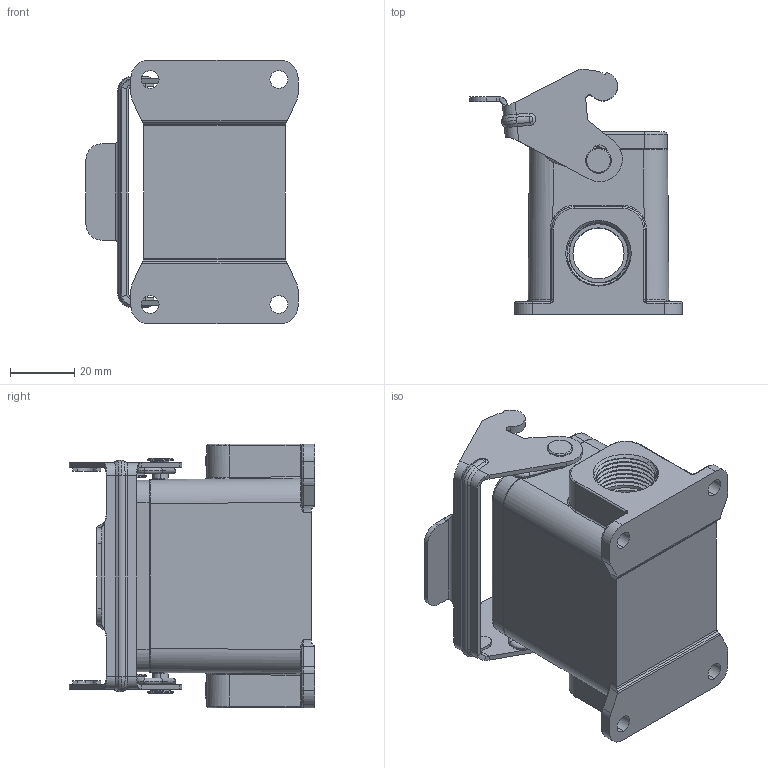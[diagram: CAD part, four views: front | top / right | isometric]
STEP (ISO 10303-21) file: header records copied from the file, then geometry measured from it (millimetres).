
FILE_DESCRIPTION((''),'2;1');
FILE_NAME('3D_1120062251022_H6B-_SW0001','2024-02-04T',('13001'),(''),'PRO/ENGINEER BY PARAMETRIC TECHNOLOGY CORPORATION, 2012480','PRO/ENGINEER BY PARAMETRIC TECHNOLOGY CORPORATION, 2012480','');
FILE_SCHEMA(('CONFIG_CONTROL_DESIGN'));
Length unit declared in the file: inch
Products named in the file (1): 3D_1120062251022_H6B-_SW0001
Bounding box: 66 x 76.3 x 82 mm (x, y, z)
Volume: 75423.6 mm3; surface area: 38506.3 mm2
Topology: 1 solids, 1 shells, 783 faces, 2055 edges, 1273 vertices
Faces by surface type: cylinder 356, plane 213, torus 111, cone 53, bspline 28, sphere 20, revolution 2
Entity records: 38957 total; most frequent: CARTESIAN_POINT 20201, ORIENTED_EDGE 4062, DIRECTION 3769, EDGE_CURVE 2031, AXIS2_PLACEMENT_3D 1447, VERTEX_POINT 1273, VECTOR 873, LINE 873
